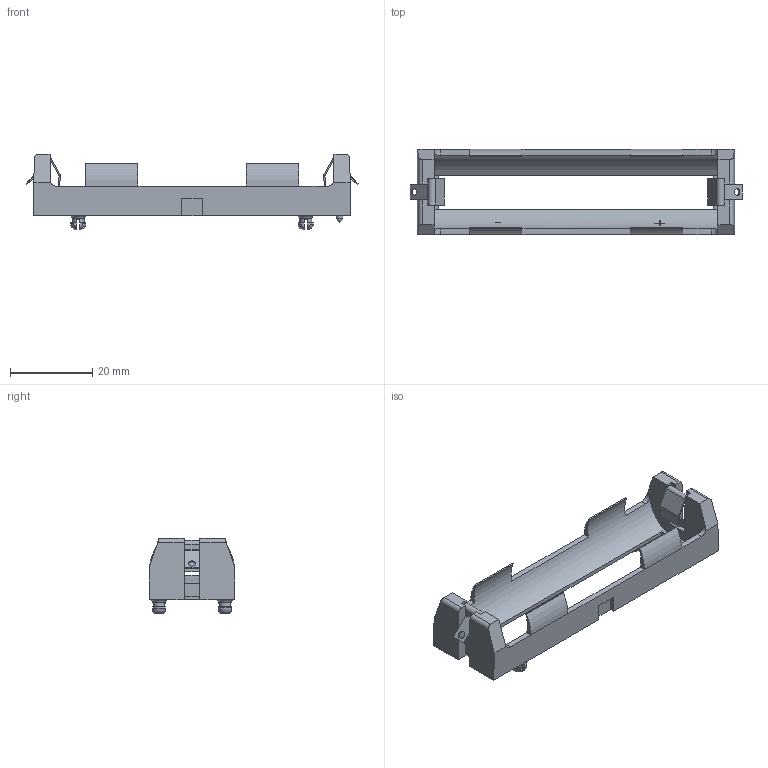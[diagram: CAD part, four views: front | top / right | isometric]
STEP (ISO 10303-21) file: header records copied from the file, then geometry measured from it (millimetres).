
FILE_DESCRIPTION( ( '' ), ' ' );
FILE_NAME( '5b9e5c0f943ff8107a221720.step', '2018-09-16T13:35:12', ( '' ), ( '' ), ' ', ' ', ' ' );
FILE_SCHEMA( ( 'AUTOMOTIVE_DESIGN { 1 0 10303 214 1 1 1 1 }' ) );
Length unit declared in the file: metre
Products named in the file (3): Open CASCADE STEP translator 6.8 2
Bounding box: 80.57 x 20.65 x 18.29 mm (x, y, z)
Volume: 5556 mm3; surface area: 6284.8 mm2
Topology: 3 solids, 3 shells, 653 faces, 1766 edges, 1170 vertices
Faces by surface type: plane 483, extrusion 128, cylinder 35, revolution 4, torus 2, sphere 1
Full cylindrical faces by diameter (mm): 1.575 x1, 1.778 x2, 2.921 x2
Entity records: 40692 total; most frequent: CARTESIAN_POINT 10717, ORIENTED_EDGE 3508, DIRECTION 2748, STYLED_ITEM 2407, PRESENTATION_STYLE_ASSIGNMENT 2407, COLOUR_RGB 2407, EDGE_CURVE 1754, CURVE_STYLE 1754
